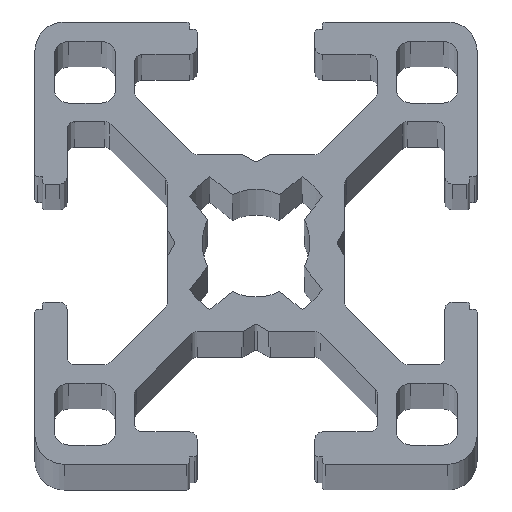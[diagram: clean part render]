
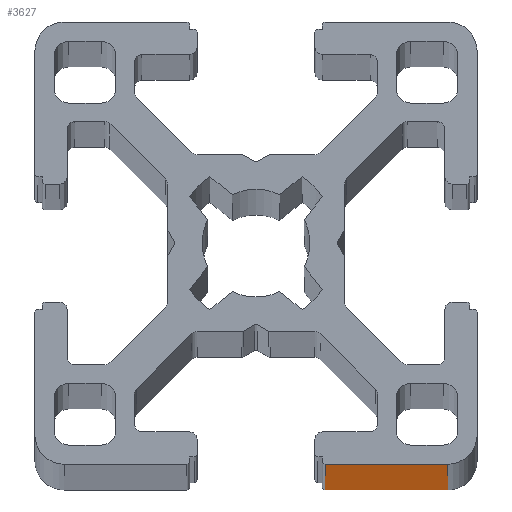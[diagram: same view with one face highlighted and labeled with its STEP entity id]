
A CAD part, top view. The second image highlights one B-rep face of the part: STEP entity #3627.
In plain terms, the highlighted planar face has unit normal (0, -1, 0).
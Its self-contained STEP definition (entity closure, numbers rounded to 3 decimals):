
#67=PLANE('',#3907);
#205=FACE_OUTER_BOUND('',#391,.T.);
#391=EDGE_LOOP('',(#2681,#2682,#2683,#2684));
#671=LINE('',#5703,#1047);
#672=LINE('',#5707,#1048);
#673=LINE('',#5709,#1049);
#674=LINE('',#5710,#1050);
#1047=VECTOR('',#4597,1000.);
#1048=VECTOR('',#4602,8.3);
#1049=VECTOR('',#4603,1000.);
#1050=VECTOR('',#4604,8.3);
#1597=VERTEX_POINT('',#5700);
#1598=VERTEX_POINT('',#5702);
#1599=VERTEX_POINT('',#5706);
#1600=VERTEX_POINT('',#5708);
#2046=EDGE_CURVE('',#1598,#1597,#671,.T.);
#2048=EDGE_CURVE('',#1597,#1599,#672,.T.);
#2049=EDGE_CURVE('',#1600,#1599,#673,.T.);
#2050=EDGE_CURVE('',#1600,#1598,#674,.T.);
#2681=ORIENTED_EDGE('',*,*,#2048,.T.);
#2682=ORIENTED_EDGE('',*,*,#2049,.F.);
#2683=ORIENTED_EDGE('',*,*,#2050,.T.);
#2684=ORIENTED_EDGE('',*,*,#2046,.T.);
#3627=ADVANCED_FACE('',(#205),#67,.T.);
#3907=AXIS2_PLACEMENT_3D('',#5705,#4600,#4601);
#4597=DIRECTION('',(0.,0.,1.));
#4600=DIRECTION('center_axis',(0.,-1.,0.));
#4601=DIRECTION('ref_axis',(0.,0.,-1.));
#4602=DIRECTION('',(-1.,0.,0.));
#4603=DIRECTION('',(0.,0.,1.));
#4604=DIRECTION('',(1.,0.,0.));
#5700=CARTESIAN_POINT('',(8.3,-30.,1000.));
#5702=CARTESIAN_POINT('',(8.3,-30.,0.));
#5703=CARTESIAN_POINT('',(8.3,-30.,0.));
#5705=CARTESIAN_POINT('Origin',(8.3,-30.,0.));
#5706=CARTESIAN_POINT('',(0.,-30.,1000.));
#5707=CARTESIAN_POINT('',(8.3,-30.,1000.));
#5708=CARTESIAN_POINT('',(0.,-30.,0.));
#5709=CARTESIAN_POINT('',(0.,-30.,0.));
#5710=CARTESIAN_POINT('',(0.,-30.,0.));
